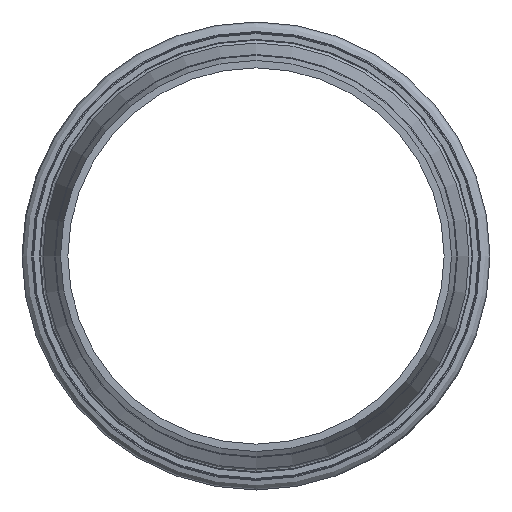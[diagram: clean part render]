
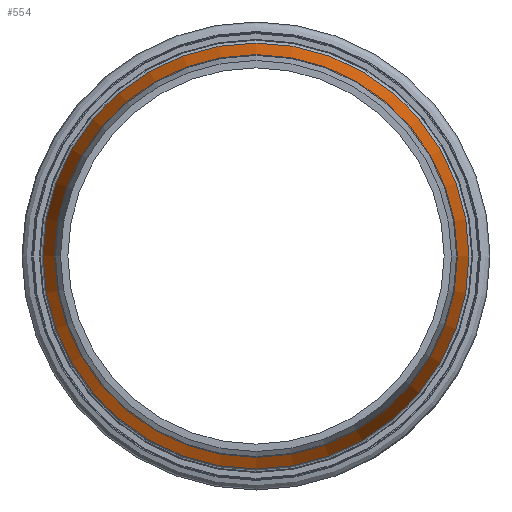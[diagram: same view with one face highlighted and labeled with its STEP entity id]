
A CAD part, front view. The second image highlights one B-rep face of the part: STEP entity #554.
In plain terms, the highlighted conical face has half-angle 15 degrees and reference radius 64.425 mm.
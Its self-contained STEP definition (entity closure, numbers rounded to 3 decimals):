
#16=CONICAL_SURFACE('',#639,64.425,0.262);
#60=FACE_OUTER_BOUND('',#98,.T.);
#98=EDGE_LOOP('',(#422,#423,#424,#425));
#126=LINE('',#998,#142);
#142=VECTOR('',#793,64.425);
#180=CIRCLE('',#638,66.35);
#181=CIRCLE('',#640,62.5);
#243=VERTEX_POINT('',#992);
#244=VERTEX_POINT('',#996);
#307=EDGE_CURVE('',#243,#243,#180,.T.);
#309=EDGE_CURVE('',#244,#244,#181,.T.);
#310=EDGE_CURVE('',#244,#243,#126,.T.);
#422=ORIENTED_EDGE('',*,*,#309,.F.);
#423=ORIENTED_EDGE('',*,*,#310,.T.);
#424=ORIENTED_EDGE('',*,*,#307,.T.);
#425=ORIENTED_EDGE('',*,*,#310,.F.);
#554=ADVANCED_FACE('',(#60),#16,.T.);
#638=AXIS2_PLACEMENT_3D('',#993,#786,#787);
#639=AXIS2_PLACEMENT_3D('',#995,#789,#790);
#640=AXIS2_PLACEMENT_3D('',#997,#791,#792);
#786=DIRECTION('center_axis',(0.,-1.,0.));
#787=DIRECTION('ref_axis',(1.,0.,0.));
#789=DIRECTION('center_axis',(0.,1.,0.));
#790=DIRECTION('ref_axis',(-1.,0.,0.));
#791=DIRECTION('center_axis',(0.,-1.,0.));
#792=DIRECTION('ref_axis',(1.,0.,0.));
#793=DIRECTION('',(0.259,0.966,0.));
#992=CARTESIAN_POINT('',(66.35,5998.88,0.));
#993=CARTESIAN_POINT('Origin',(0.,5998.88,0.));
#995=CARTESIAN_POINT('Origin',(0.,5991.696,0.));
#996=CARTESIAN_POINT('',(62.5,5984.512,0.));
#997=CARTESIAN_POINT('Origin',(0.,5984.512,0.));
#998=CARTESIAN_POINT('',(64.425,5991.696,0.));
